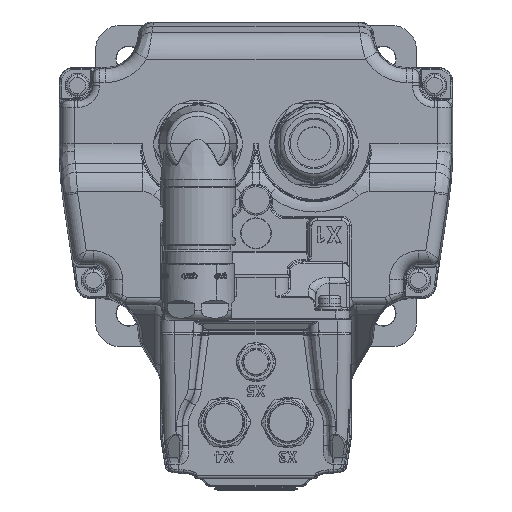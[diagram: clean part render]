
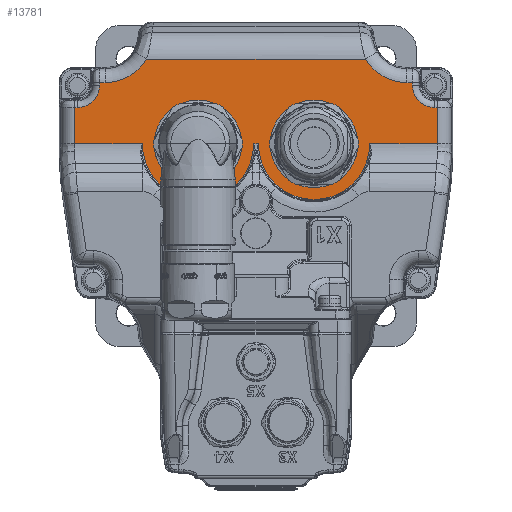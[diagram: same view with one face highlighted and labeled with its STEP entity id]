
A CAD part, top view. The second image highlights one B-rep face of the part: STEP entity #13781.
In plain terms, the highlighted planar face has unit normal (0, 0, 1).
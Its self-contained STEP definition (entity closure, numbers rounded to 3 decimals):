
#215=DIRECTION('',(1.,0.,0.));
#216=VECTOR('',#215,1.007);
#217=CARTESIAN_POINT('',(64.5,24.489,50.65));
#218=LINE('',#217,#216);
#219=DIRECTION('',(0.,-1.,0.));
#220=VECTOR('',#219,13.147);
#221=CARTESIAN_POINT('',(65.507,24.489,50.65));
#222=LINE('',#221,#220);
#223=CARTESIAN_POINT('',(20.95,11.35,50.65));
#224=DIRECTION('',(0.,0.,-1.));
#225=DIRECTION('',(1.,0.,0.));
#226=AXIS2_PLACEMENT_3D('',#223,#224,#225);
#228=CARTESIAN_POINT('',(-20.95,11.35,50.65));
#229=DIRECTION('',(0.,0.,-1.));
#230=DIRECTION('',(1.,0.,0.));
#231=AXIS2_PLACEMENT_3D('',#228,#229,#230);
#233=DIRECTION('',(0.,1.,0.));
#234=VECTOR('',#233,13.147);
#235=CARTESIAN_POINT('',(-65.507,11.342,50.65));
#236=LINE('',#235,#234);
#237=DIRECTION('',(1.,0.,0.));
#238=VECTOR('',#237,1.007);
#239=CARTESIAN_POINT('',(-65.507,24.489,50.65));
#240=LINE('',#239,#238);
#241=CARTESIAN_POINT('',(-64.5,32.5,50.65));
#242=DIRECTION('',(0.,0.,1.));
#243=DIRECTION('',(0.,-1.,0.));
#244=AXIS2_PLACEMENT_3D('',#241,#242,#243);
#246=DIRECTION('',(0.,1.,0.));
#247=VECTOR('',#246,1.007);
#248=CARTESIAN_POINT('',(-56.489,32.5,50.65));
#249=LINE('',#248,#247);
#250=DIRECTION('',(-1.,0.,0.));
#251=VECTOR('',#250,1.989);
#252=CARTESIAN_POINT('',(-54.5,33.507,50.65));
#253=LINE('',#252,#251);
#254=CARTESIAN_POINT('',(-54.5,51.,50.65));
#255=DIRECTION('',(0.,0.,-1.));
#256=DIRECTION('',(0.856,-0.517,0.));
#257=AXIS2_PLACEMENT_3D('',#254,#255,#256);
#259=DIRECTION('',(-1.,0.,0.));
#260=VECTOR('',#259,79.053);
#261=CARTESIAN_POINT('',(39.526,41.955,50.65));
#262=LINE('',#261,#260);
#263=CARTESIAN_POINT('',(54.5,51.,50.65));
#264=DIRECTION('',(0.,0.,-1.));
#265=DIRECTION('',(0.,-1.,0.));
#266=AXIS2_PLACEMENT_3D('',#263,#264,#265);
#268=DIRECTION('',(-1.,0.,0.));
#269=VECTOR('',#268,1.989);
#270=CARTESIAN_POINT('',(56.489,33.507,50.65));
#271=LINE('',#270,#269);
#272=DIRECTION('',(0.,-1.,0.));
#273=VECTOR('',#272,1.007);
#274=CARTESIAN_POINT('',(56.489,33.507,50.65));
#275=LINE('',#274,#273);
#276=CARTESIAN_POINT('',(64.5,32.5,50.65));
#277=DIRECTION('',(0.,0.,1.));
#278=DIRECTION('',(-1.,0.,0.));
#279=AXIS2_PLACEMENT_3D('',#276,#277,#278);
#1852=DIRECTION('',(1.,0.,0.));
#1853=VECTOR('',#1852,24.453);
#1854=CARTESIAN_POINT('',(41.053,11.342,50.65));
#1855=LINE('',#1854,#1853);
#1856=CARTESIAN_POINT('',(65.507,11.342,50.65));
#1915=DIRECTION('',(1.,0.,0.));
#1916=VECTOR('',#1915,1.693);
#1917=CARTESIAN_POINT('',(-0.847,11.342,50.65));
#1918=LINE('',#1917,#1916);
#1985=DIRECTION('',(1.,0.,0.));
#1986=VECTOR('',#1985,24.453);
#1987=CARTESIAN_POINT('',(-65.507,11.342,50.65));
#1988=LINE('',#1987,#1986);
#2046=CARTESIAN_POINT('',(-65.507,11.342,50.65));
#6226=CARTESIAN_POINT('',(-56.489,33.507,50.65));
#6404=CARTESIAN_POINT('',(65.507,24.489,50.65));
#12662=CARTESIAN_POINT('',(39.526,41.955,50.65));
#12663=CARTESIAN_POINT('',(-39.526,41.955,50.65));
#12664=VERTEX_POINT('',#12662);
#12665=VERTEX_POINT('',#12663);
#12670=CARTESIAN_POINT('',(54.5,33.507,50.65));
#12671=VERTEX_POINT('',#12670);
#12674=CARTESIAN_POINT('',(-54.5,33.507,50.65));
#12675=VERTEX_POINT('',#12674);
#12701=VERTEX_POINT('',#1856);
#12724=VERTEX_POINT('',#2046);
#12741=CARTESIAN_POINT('',(-0.847,11.342,50.65));
#12742=CARTESIAN_POINT('',(0.847,11.342,50.65));
#12743=VERTEX_POINT('',#12741);
#12744=VERTEX_POINT('',#12742);
#12745=CARTESIAN_POINT('',(41.053,11.342,50.65));
#12746=VERTEX_POINT('',#12745);
#12747=CARTESIAN_POINT('',(-41.053,11.342,50.65));
#12748=VERTEX_POINT('',#12747);
#13315=VERTEX_POINT('',#6404);
#13319=CARTESIAN_POINT('',(64.5,24.489,50.65));
#13320=VERTEX_POINT('',#13319);
#13323=CARTESIAN_POINT('',(56.489,32.5,50.65));
#13324=VERTEX_POINT('',#13323);
#13327=CARTESIAN_POINT('',(56.489,33.507,50.65));
#13328=VERTEX_POINT('',#13327);
#13383=VERTEX_POINT('',#6226);
#13387=CARTESIAN_POINT('',(-56.489,32.5,50.65));
#13388=VERTEX_POINT('',#13387);
#13391=CARTESIAN_POINT('',(-64.5,24.489,50.65));
#13392=VERTEX_POINT('',#13391);
#13395=CARTESIAN_POINT('',(-65.507,24.489,50.65));
#13396=VERTEX_POINT('',#13395);
#13738=CARTESIAN_POINT('',(-85.2,-11.,50.65));
#13739=DIRECTION('',(0.,0.,-1.));
#13740=DIRECTION('',(0.,1.,0.));
#13741=AXIS2_PLACEMENT_3D('',#13738,#13739,#13740);
#13742=PLANE('',#13741);
#13744=ORIENTED_EDGE('',*,*,#13743,.T.);
#13746=ORIENTED_EDGE('',*,*,#13745,.T.);
#13748=ORIENTED_EDGE('',*,*,#13747,.F.);
#13750=ORIENTED_EDGE('',*,*,#13749,.T.);
#13752=ORIENTED_EDGE('',*,*,#13751,.F.);
#13754=ORIENTED_EDGE('',*,*,#13753,.T.);
#13756=ORIENTED_EDGE('',*,*,#13755,.F.);
#13758=ORIENTED_EDGE('',*,*,#13757,.T.);
#13760=ORIENTED_EDGE('',*,*,#13759,.T.);
#13762=ORIENTED_EDGE('',*,*,#13761,.T.);
#13764=ORIENTED_EDGE('',*,*,#13763,.T.);
#13766=ORIENTED_EDGE('',*,*,#13765,.F.);
#13768=ORIENTED_EDGE('',*,*,#13767,.F.);
#13770=ORIENTED_EDGE('',*,*,#13769,.F.);
#13772=ORIENTED_EDGE('',*,*,#13771,.F.);
#13774=ORIENTED_EDGE('',*,*,#13773,.F.);
#13776=ORIENTED_EDGE('',*,*,#13775,.T.);
#13778=ORIENTED_EDGE('',*,*,#13777,.T.);
#13779=EDGE_LOOP('',(#13744,#13746,#13748,#13750,#13752,#13754,#13756,#13758,
#13760,#13762,#13764,#13766,#13768,#13770,#13772,#13774,#13776,#13778));
#13780=FACE_OUTER_BOUND('',#13779,.F.);
#13781=ADVANCED_FACE('',(#13780),#13742,.F.);
#227=CIRCLE('',#226,20.103);
#232=CIRCLE('',#231,20.103);
#245=CIRCLE('',#244,8.011);
#258=CIRCLE('',#257,17.493);
#267=CIRCLE('',#266,17.493);
#280=CIRCLE('',#279,8.011);
#13743=EDGE_CURVE('',#13320,#13315,#218,.T.);
#13745=EDGE_CURVE('',#13315,#12701,#222,.T.);
#13747=EDGE_CURVE('',#12746,#12701,#1855,.T.);
#13749=EDGE_CURVE('',#12746,#12744,#227,.T.);
#13751=EDGE_CURVE('',#12743,#12744,#1918,.T.);
#13753=EDGE_CURVE('',#12743,#12748,#232,.T.);
#13755=EDGE_CURVE('',#12724,#12748,#1988,.T.);
#13757=EDGE_CURVE('',#12724,#13396,#236,.T.);
#13759=EDGE_CURVE('',#13396,#13392,#240,.T.);
#13761=EDGE_CURVE('',#13392,#13388,#245,.T.);
#13763=EDGE_CURVE('',#13388,#13383,#249,.T.);
#13765=EDGE_CURVE('',#12675,#13383,#253,.T.);
#13767=EDGE_CURVE('',#12665,#12675,#258,.T.);
#13769=EDGE_CURVE('',#12664,#12665,#262,.T.);
#13771=EDGE_CURVE('',#12671,#12664,#267,.T.);
#13773=EDGE_CURVE('',#13328,#12671,#271,.T.);
#13775=EDGE_CURVE('',#13328,#13324,#275,.T.);
#13777=EDGE_CURVE('',#13324,#13320,#280,.T.);
